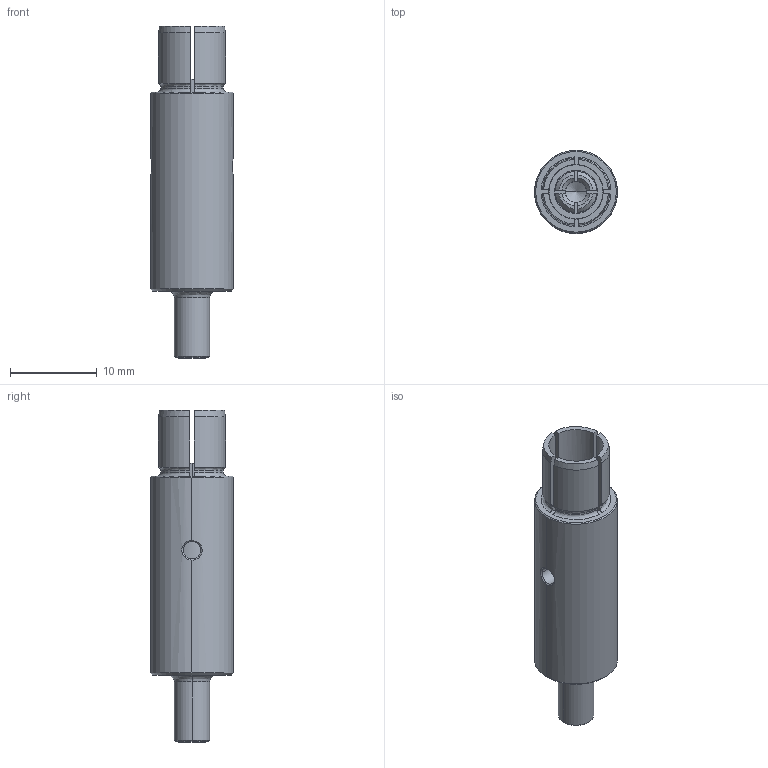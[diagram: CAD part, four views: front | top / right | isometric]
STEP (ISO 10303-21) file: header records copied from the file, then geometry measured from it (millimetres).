
FILE_DESCRIPTION (( 'STEP AP203' ), '1' );
FILE_NAME ('111025.stp', '2018-12-10T23:32:35', ( '' ), ( '' ), 'SwSTEP 2.0', 'SolidWorks 2012', '' );
FILE_SCHEMA (( 'CONFIG_CONTROL_DESIGN' ));
Length unit declared in the file: centimetre
Products named in the file (1): 111025
Bounding box: 9.53 x 9.53 x 38.18 mm (x, y, z)
Volume: 1671.3 mm3; surface area: 1873.7 mm2
Topology: 1 solids, 1 shells, 105 faces, 277 edges, 178 vertices
Faces by surface type: cylinder 37, plane 32, cone 22, bspline 14
Entity records: 4319 total; most frequent: CARTESIAN_POINT 1764, ORIENTED_EDGE 546, DIRECTION 483, EDGE_CURVE 273, AXIS2_PLACEMENT_3D 188, VERTEX_POINT 178, EDGE_LOOP 113, VECTOR 107
